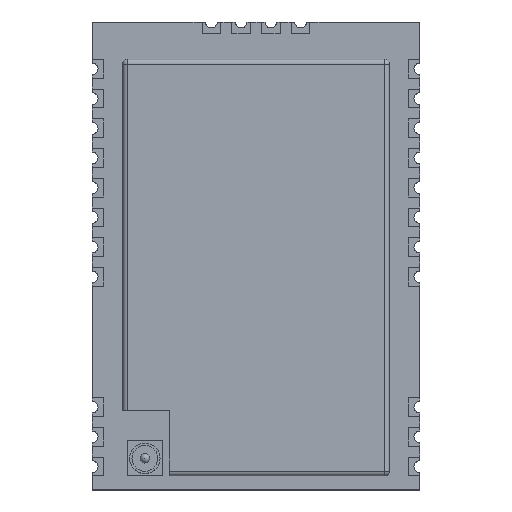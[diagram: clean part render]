
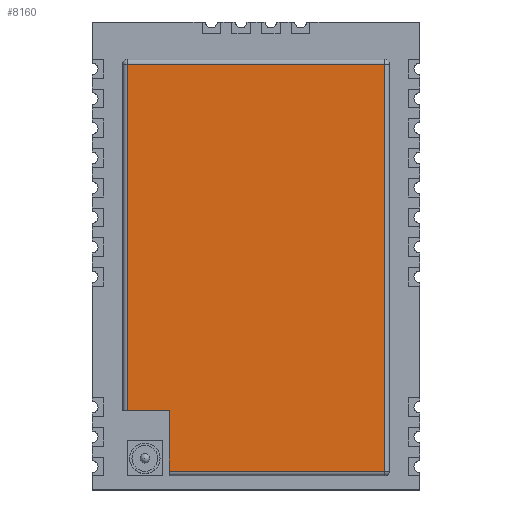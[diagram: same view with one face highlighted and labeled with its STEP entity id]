
A CAD part, top view. The second image highlights one B-rep face of the part: STEP entity #8160.
In plain terms, the highlighted planar face has unit normal (0, 0, 1).
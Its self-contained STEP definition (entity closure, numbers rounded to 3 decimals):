
#115=PLANE('',#8627);
#776=LINE('',#11941,#1840);
#777=LINE('',#11943,#1841);
#778=LINE('',#11945,#1842);
#779=LINE('',#11947,#1843);
#780=LINE('',#11949,#1844);
#781=LINE('',#11950,#1845);
#1840=VECTOR('',#9528,1.);
#1841=VECTOR('',#9529,1.);
#1842=VECTOR('',#9530,1.);
#1843=VECTOR('',#9531,1.);
#1844=VECTOR('',#9532,1.);
#1845=VECTOR('',#9533,1.);
#2645=FACE_OUTER_BOUND('',#3057,.T.);
#3057=EDGE_LOOP('',(#5883,#5884,#5885,#5886,#5887,#5888));
#3821=VERTEX_POINT('',#11939);
#3822=VERTEX_POINT('',#11940);
#3823=VERTEX_POINT('',#11942);
#3824=VERTEX_POINT('',#11944);
#3825=VERTEX_POINT('',#11946);
#3826=VERTEX_POINT('',#11948);
#4654=EDGE_CURVE('',#3821,#3822,#776,.T.);
#4655=EDGE_CURVE('',#3821,#3823,#777,.T.);
#4656=EDGE_CURVE('',#3823,#3824,#778,.T.);
#4657=EDGE_CURVE('',#3824,#3825,#779,.T.);
#4658=EDGE_CURVE('',#3825,#3826,#780,.T.);
#4659=EDGE_CURVE('',#3822,#3826,#781,.T.);
#5883=ORIENTED_EDGE('',*,*,#4654,.F.);
#5884=ORIENTED_EDGE('',*,*,#4655,.T.);
#5885=ORIENTED_EDGE('',*,*,#4656,.T.);
#5886=ORIENTED_EDGE('',*,*,#4657,.T.);
#5887=ORIENTED_EDGE('',*,*,#4658,.T.);
#5888=ORIENTED_EDGE('',*,*,#4659,.F.);
#8160=ADVANCED_FACE('',(#2645),#115,.F.);
#8627=AXIS2_PLACEMENT_3D('',#11938,#9526,#9527);
#9526=DIRECTION('center_axis',(0.,0.,-1.));
#9527=DIRECTION('ref_axis',(-1.,0.,0.));
#9528=DIRECTION('',(0.,1.,0.));
#9529=DIRECTION('',(1.,0.,0.));
#9530=DIRECTION('',(0.,1.,0.));
#9531=DIRECTION('',(-1.,0.,0.));
#9532=DIRECTION('',(0.,-1.,0.));
#9533=DIRECTION('',(-1.,0.,0.));
#11938=CARTESIAN_POINT('Origin',(-19.,-0.516,3.01));
#11939=CARTESIAN_POINT('',(-22.7,-9.716,3.01));
#11940=CARTESIAN_POINT('',(-22.7,-7.116,3.01));
#11941=CARTESIAN_POINT('',(-22.7,-0.516,3.01));
#11942=CARTESIAN_POINT('',(-13.5,-9.716,3.01));
#11943=CARTESIAN_POINT('',(-19.,-9.716,3.01));
#11944=CARTESIAN_POINT('',(-13.5,7.684,3.01));
#11945=CARTESIAN_POINT('',(-13.5,-0.516,3.01));
#11946=CARTESIAN_POINT('',(-24.5,7.684,3.01));
#11947=CARTESIAN_POINT('',(-19.,7.684,3.01));
#11948=CARTESIAN_POINT('',(-24.5,-7.116,3.01));
#11949=CARTESIAN_POINT('',(-24.5,-0.516,3.01));
#11950=CARTESIAN_POINT('',(-19.,-7.116,3.01));
